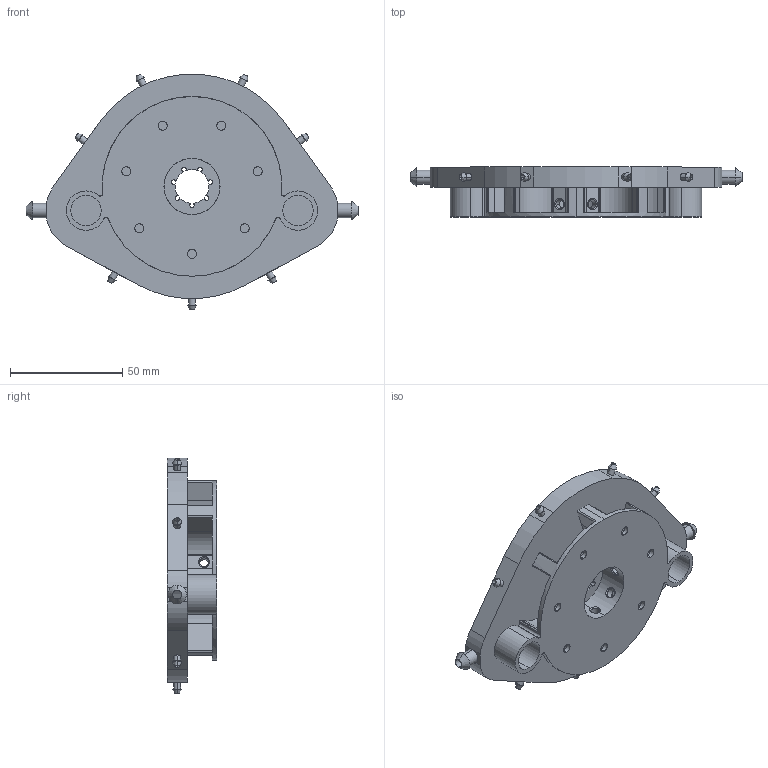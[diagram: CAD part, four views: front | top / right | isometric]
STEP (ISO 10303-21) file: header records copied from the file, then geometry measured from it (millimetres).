
FILE_DESCRIPTION (( 'STEP AP203' ), '1' );
FILE_NAME ('Pump.STEP', '2024-03-24T05:49:19', ( '' ), ( '' ), 'SwSTEP 2.0', 'SolidWorks 2022', '' );
FILE_SCHEMA (( 'CONFIG_CONTROL_DESIGN' ));
Length unit declared in the file: millimetre
Products named in the file (1): Pump
Bounding box: 147.76 x 22.2 x 104.8 mm (x, y, z)
Volume: 74959.9 mm3; surface area: 52622 mm2
Topology: 1 solids, 1 shells, 334 faces, 923 edges, 602 vertices
Faces by surface type: cylinder 218, plane 70, cone 18, bspline 14, torus 14
Entity records: 13372 total; most frequent: CARTESIAN_POINT 4398, DIRECTION 1979, ORIENTED_EDGE 1846, EDGE_CURVE 923, AXIS2_PLACEMENT_3D 799, VERTEX_POINT 602, CIRCLE 478, EDGE_LOOP 393
